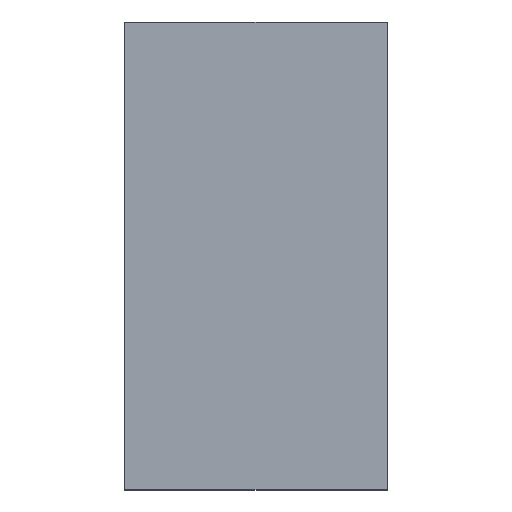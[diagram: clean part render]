
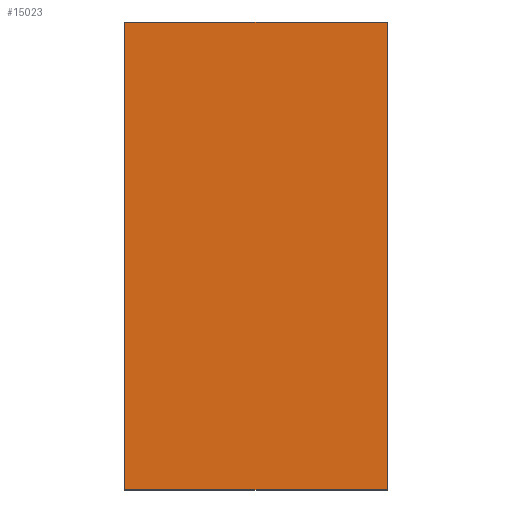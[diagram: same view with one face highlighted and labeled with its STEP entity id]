
A CAD part, top view. The second image highlights one B-rep face of the part: STEP entity #15023.
In plain terms, the highlighted planar face has unit normal (0, 0, 1).
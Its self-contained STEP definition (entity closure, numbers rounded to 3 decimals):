
#1296=FACE_OUTER_BOUND('',#2116,.T.);
#2116=EDGE_LOOP('',(#13680,#13681,#13682,#13683));
#4096=LINE('',#29760,#5787);
#4097=LINE('',#29762,#5788);
#4098=LINE('',#29764,#5789);
#4099=LINE('',#29765,#5790);
#5787=VECTOR('',#19979,10.);
#5788=VECTOR('',#19980,10.);
#5789=VECTOR('',#19981,10.);
#5790=VECTOR('',#19982,10.);
#7182=VERTEX_POINT('',#29758);
#7183=VERTEX_POINT('',#29759);
#7184=VERTEX_POINT('',#29761);
#7185=VERTEX_POINT('',#29763);
#9360=EDGE_CURVE('',#7182,#7183,#4096,.T.);
#9361=EDGE_CURVE('',#7183,#7184,#4097,.T.);
#9362=EDGE_CURVE('',#7184,#7185,#4098,.T.);
#9363=EDGE_CURVE('',#7185,#7182,#4099,.T.);
#13680=ORIENTED_EDGE('',*,*,#9360,.T.);
#13681=ORIENTED_EDGE('',*,*,#9361,.T.);
#13682=ORIENTED_EDGE('',*,*,#9362,.T.);
#13683=ORIENTED_EDGE('',*,*,#9363,.T.);
#14243=PLANE('',#16126);
#15023=ADVANCED_FACE('',(#1296),#14243,.T.);
#16126=AXIS2_PLACEMENT_3D('',#29757,#19977,#19978);
#19977=DIRECTION('center_axis',(0.,0.,1.));
#19978=DIRECTION('ref_axis',(0.,-1.,0.));
#19979=DIRECTION('',(1.,0.,0.));
#19980=DIRECTION('',(0.,1.,0.));
#19981=DIRECTION('',(-1.,0.,0.));
#19982=DIRECTION('',(0.,-1.,0.));
#29757=CARTESIAN_POINT('Origin',(0.25,11.,6.));
#29758=CARTESIAN_POINT('',(-9.,-5.5,6.));
#29759=CARTESIAN_POINT('',(9.5,-5.5,6.));
#29760=CARTESIAN_POINT('',(0.25,-5.5,6.));
#29761=CARTESIAN_POINT('',(9.5,27.5,6.));
#29762=CARTESIAN_POINT('',(9.5,11.,6.));
#29763=CARTESIAN_POINT('',(-9.,27.5,6.));
#29764=CARTESIAN_POINT('',(0.25,27.5,6.));
#29765=CARTESIAN_POINT('',(-9.,11.,6.));
